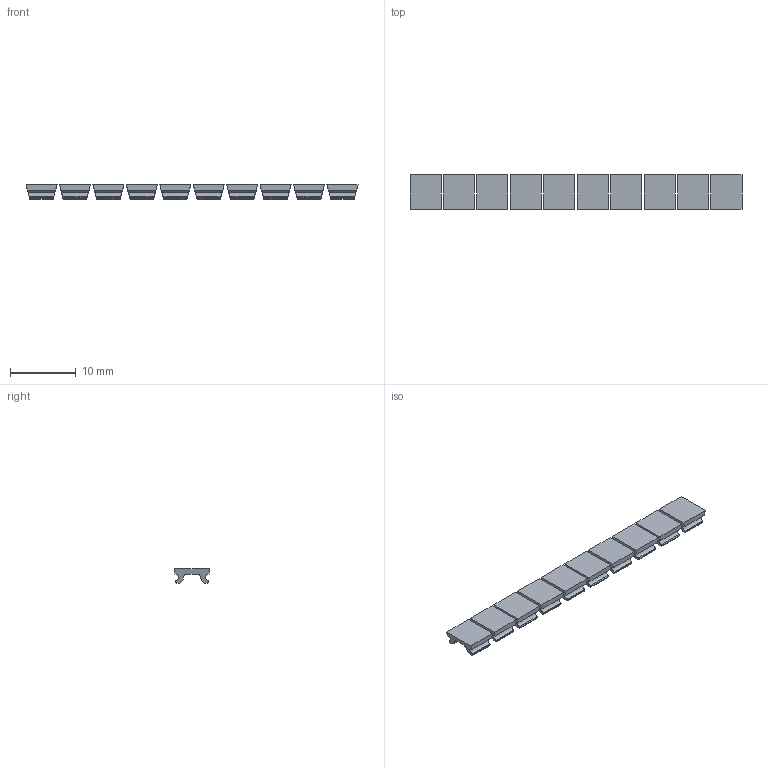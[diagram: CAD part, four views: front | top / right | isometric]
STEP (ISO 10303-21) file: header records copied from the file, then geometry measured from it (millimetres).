
FILE_DESCRIPTION(/* description */ (''),/* implementation_level */ '2;1');
FILE_NAME(/* name */ 'sb5.stp',/* time_stamp */ '2012-01-18T10:00:16+01:00',/* author */ (''),/* organization */ (''),/* preprocessor_version */ 'ST-DEVELOPER v11',/* originating_system */ 'SIEMENS UGS NX 6.0',/* authorisation */ '');
FILE_SCHEMA (('CONFIG_CONTROL_DESIGN'));
Length unit declared in the file: millimetre
Products named in the file (1): sb5
Bounding box: 50.63 x 5.2 x 2.2 mm (x, y, z)
Volume: 283.4 mm3; surface area: 873.4 mm2
Topology: 10 solids, 10 shells, 300 faces, 840 edges, 560 vertices
Faces by surface type: plane 160, cylinder 140
Entity records: 9792 total; most frequent: DIRECTION 1722, CARTESIAN_POINT 1701, ORIENTED_EDGE 1680, EDGE_CURVE 840, AXIS2_PLACEMENT_3D 581, VERTEX_POINT 560, LINE 560, VECTOR 560
